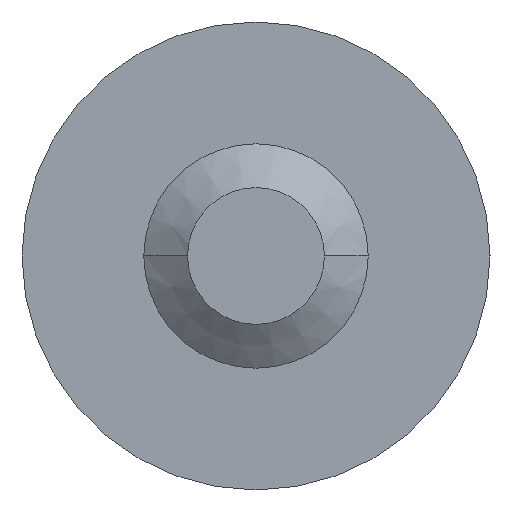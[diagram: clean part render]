
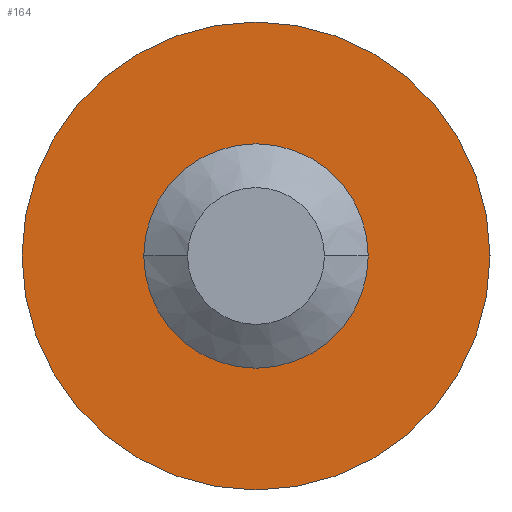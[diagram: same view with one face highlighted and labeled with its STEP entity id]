
A CAD part, front view. The second image highlights one B-rep face of the part: STEP entity #164.
In plain terms, the highlighted planar face has unit normal (0, -1, 0).
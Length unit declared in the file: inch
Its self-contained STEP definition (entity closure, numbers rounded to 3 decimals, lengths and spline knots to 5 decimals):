
#4 = DIRECTION ( 'NONE',  ( 0., 0., 1. ) ) ;
#164 = ADVANCED_FACE ( 'NONE', ( #3681, #790 ), #2557, .F. ) ;
#220 = EDGE_CURVE ( 'NONE', #1722, #3590, #827, .T. ) ;
#223 = DIRECTION ( 'NONE',  ( 0., 1., 0. ) ) ;
#314 = VERTEX_POINT ( 'NONE', #2870 ) ;
#326 = CARTESIAN_POINT ( 'NONE',  ( -0.4125, 0.398, 1.107 ) ) ;
#327 = CIRCLE ( 'NONE', #1211, 0.0525 ) ;
#695 = DIRECTION ( 'NONE',  ( 0., 1., 0. ) ) ;
#788 = EDGE_CURVE ( 'NONE', #3484, #314, #3837, .T. ) ;
#790 = FACE_OUTER_BOUND ( 'NONE', #3744, .T. ) ;
#827 = CIRCLE ( 'NONE', #1994, 0.0525 ) ;
#914 = CARTESIAN_POINT ( 'NONE',  ( -0.4125, 0.398, 1.107 ) ) ;
#1016 = DIRECTION ( 'NONE',  ( 1., 0., 0. ) ) ;
#1085 = ORIENTED_EDGE ( 'NONE', *, *, #4004, .F. ) ;
#1174 = CARTESIAN_POINT ( 'NONE',  ( -0.4125, 0.398, 0.9975 ) ) ;
#1211 = AXIS2_PLACEMENT_3D ( 'NONE', #914, #3002, #1215 ) ;
#1215 = DIRECTION ( 'NONE',  ( 0., 0., -1. ) ) ;
#1287 = DIRECTION ( 'NONE',  ( 0., 1., 0. ) ) ;
#1355 = ORIENTED_EDGE ( 'NONE', *, *, #788, .F. ) ;
#1441 = ORIENTED_EDGE ( 'NONE', *, *, #2348, .T. ) ;
#1477 = CARTESIAN_POINT ( 'NONE',  ( -0.4125, 0.398, 1.107 ) ) ;
#1654 = EDGE_LOOP ( 'NONE', ( #1676, #1441 ) ) ;
#1676 = ORIENTED_EDGE ( 'NONE', *, *, #220, .T. ) ;
#1722 = VERTEX_POINT ( 'NONE', #2029 ) ;
#1795 = DIRECTION ( 'NONE',  ( 0., 0., 1. ) ) ;
#1994 = AXIS2_PLACEMENT_3D ( 'NONE', #2214, #1287, #3676 ) ;
#2029 = CARTESIAN_POINT ( 'NONE',  ( -0.4125, 0.398, 1.0545 ) ) ;
#2156 = AXIS2_PLACEMENT_3D ( 'NONE', #2849, #695, #1016 ) ;
#2214 = CARTESIAN_POINT ( 'NONE',  ( -0.4125, 0.398, 1.107 ) ) ;
#2348 = EDGE_CURVE ( 'NONE', #3590, #1722, #327, .T. ) ;
#2557 = PLANE ( 'NONE',  #2156 ) ;
#2631 = AXIS2_PLACEMENT_3D ( 'NONE', #326, #223, #4 ) ;
#2849 = CARTESIAN_POINT ( 'NONE',  ( -0.52331, 0.398, 1.21781 ) ) ;
#2870 = CARTESIAN_POINT ( 'NONE',  ( -0.4125, 0.398, 1.2165 ) ) ;
#2999 = CARTESIAN_POINT ( 'NONE',  ( -0.4125, 0.398, 1.1595 ) ) ;
#3002 = DIRECTION ( 'NONE',  ( 0., 1., 0. ) ) ;
#3374 = CIRCLE ( 'NONE', #3503, 0.1095 ) ;
#3484 = VERTEX_POINT ( 'NONE', #1174 ) ;
#3503 = AXIS2_PLACEMENT_3D ( 'NONE', #1477, #3558, #1795 ) ;
#3558 = DIRECTION ( 'NONE',  ( 0., 1., 0. ) ) ;
#3590 = VERTEX_POINT ( 'NONE', #2999 ) ;
#3676 = DIRECTION ( 'NONE',  ( 0., 0., -1. ) ) ;
#3681 = FACE_BOUND ( 'NONE', #1654, .T. ) ;
#3744 = EDGE_LOOP ( 'NONE', ( #1085, #1355 ) ) ;
#3837 = CIRCLE ( 'NONE', #2631, 0.1095 ) ;
#4004 = EDGE_CURVE ( 'NONE', #314, #3484, #3374, .T. ) ;
